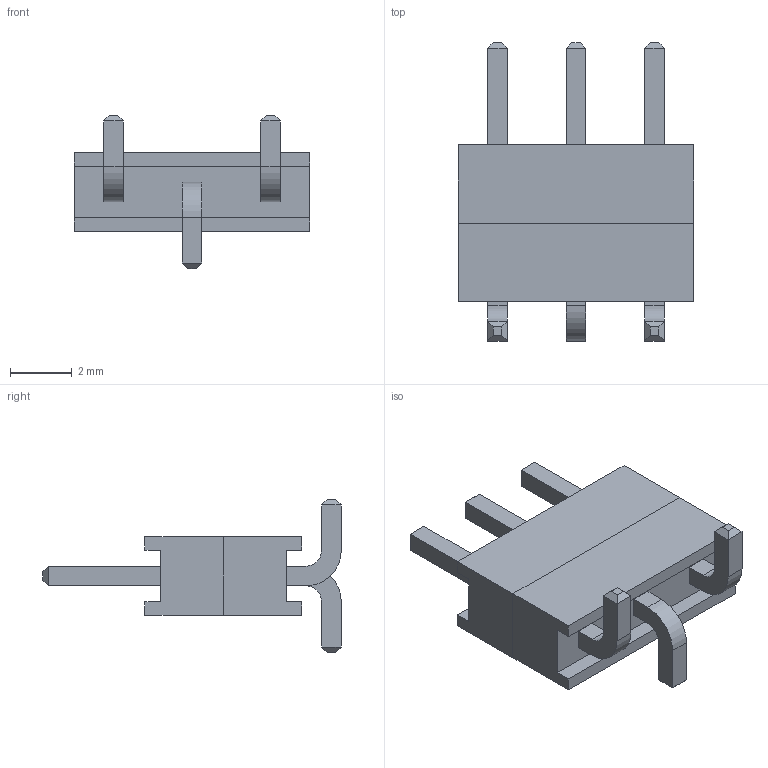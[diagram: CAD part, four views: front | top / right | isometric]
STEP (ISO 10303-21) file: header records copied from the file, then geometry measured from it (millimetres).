
FILE_DESCRIPTION( ( 'STEP AP214' ), '1' );
FILE_NAME( 'HW-03-16-T-S-250-SM.stp', '2021-01-24T09:59:38', ( 'License CC BY-ND 4.0' ), ( 'CADENAS' ), ' ', 'PARTsolutions', ' ' );
FILE_SCHEMA( ( 'AUTOMOTIVE_DESIGN { 1 0 10303 214 1 1 1 1 }' ) );
Length unit declared in the file: inch
Products named in the file (4): HW-03-16-T-S-250-SM; __PHW-03-16-T-S-250-SM; __BBHW-03-16-T-S-250-SM; __TBHW-03-16-T-S-250-SM
Assembly tree (3 placements, depth 2):
  HW-03-16-T-S-250-SM
    __PHW-03-16-T-S-250-SM
    __BBHW-03-16-T-S-250-SM
    __TBHW-03-16-T-S-250-SM
Bounding box: 7.62 x 9.65 x 4.95 mm (x, y, z)
Volume: 95.2 mm3; surface area: 316.6 mm2
Topology: 3 solids, 3 shells, 106 faces, 276 edges, 176 vertices
Faces by surface type: plane 100, cylinder 6
Entity records: 4102 total; most frequent: CARTESIAN_POINT 562, ORIENTED_EDGE 552, DIRECTION 508, EDGE_CURVE 276, LINE 264, VECTOR 264, VERTEX_POINT 176, AXIS2_PLACEMENT_3D 122
